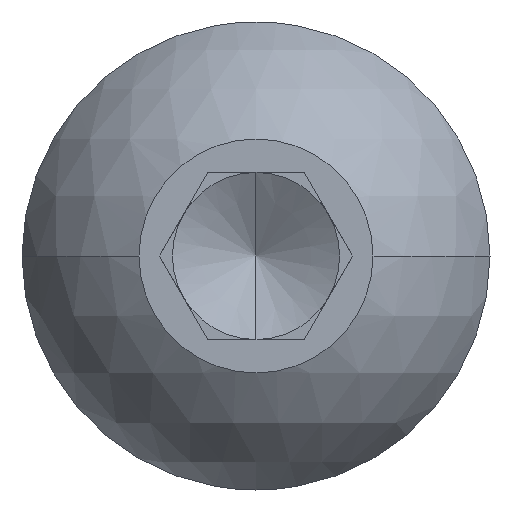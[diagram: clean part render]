
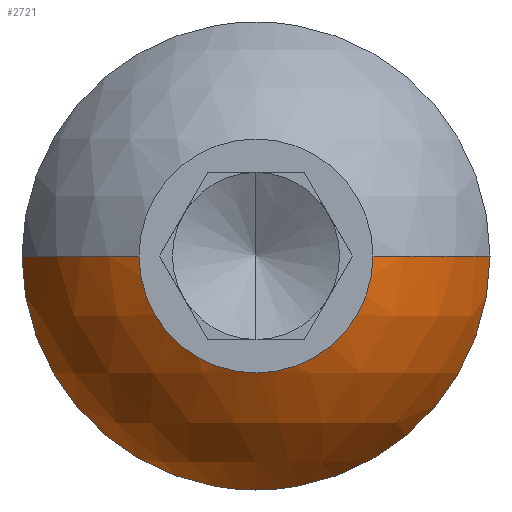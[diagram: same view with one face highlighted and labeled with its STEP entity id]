
A CAD part, left-side view. The second image highlights one B-rep face of the part: STEP entity #2721.
In plain terms, the highlighted spherical face has radius 7.454 mm.
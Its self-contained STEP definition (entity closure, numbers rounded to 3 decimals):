
#93 = DIRECTION ( 'NONE',  ( 0., 1., 0. ) ) ;
#95 = CIRCLE ( 'NONE', #1426, 3.5 ) ;
#106 = VERTEX_POINT ( 'NONE', #2755 ) ;
#236 = DIRECTION ( 'NONE',  ( -1., 0., 0. ) ) ;
#300 = VERTEX_POINT ( 'NONE', #1769 ) ;
#354 = SPHERICAL_SURFACE ( 'NONE', #1184, 7.454 ) ;
#411 = AXIS2_PLACEMENT_3D ( 'NONE', #2560, #2753, #1463 ) ;
#594 = AXIS2_PLACEMENT_3D ( 'NONE', #2070, #1787, #1555 ) ;
#680 = CARTESIAN_POINT ( 'NONE',  ( 4.02, 7., 0. ) ) ;
#723 = CIRCLE ( 'NONE', #2742, 7.454 ) ;
#820 = DIRECTION ( 'NONE',  ( 1., 0., 0. ) ) ;
#863 = DIRECTION ( 'NONE',  ( 0., 0., -1. ) ) ;
#919 = DIRECTION ( 'NONE',  ( 0., 1., 0. ) ) ;
#979 = CIRCLE ( 'NONE', #594, 7. ) ;
#995 = EDGE_CURVE ( 'NONE', #1203, #3143, #95, .T. ) ;
#1061 = DIRECTION ( 'NONE',  ( 0., 0., 1. ) ) ;
#1178 = CARTESIAN_POINT ( 'NONE',  ( 6.581, 0., 0. ) ) ;
#1184 = AXIS2_PLACEMENT_3D ( 'NONE', #2486, #863, #93 ) ;
#1203 = VERTEX_POINT ( 'NONE', #1622 ) ;
#1287 = EDGE_CURVE ( 'NONE', #106, #300, #2992, .T. ) ;
#1426 = AXIS2_PLACEMENT_3D ( 'NONE', #1518, #236, #1801 ) ;
#1463 = DIRECTION ( 'NONE',  ( 0., 0., 1. ) ) ;
#1518 = CARTESIAN_POINT ( 'NONE',  ( 0., 0., 0. ) ) ;
#1555 = DIRECTION ( 'NONE',  ( 0., 0., 1. ) ) ;
#1599 = VERTEX_POINT ( 'NONE', #680 ) ;
#1620 = ORIENTED_EDGE ( 'NONE', *, *, #995, .F. ) ;
#1622 = CARTESIAN_POINT ( 'NONE',  ( 0., 3.5, 0. ) ) ;
#1663 = CIRCLE ( 'NONE', #2511, 7.454 ) ;
#1769 = CARTESIAN_POINT ( 'NONE',  ( 4.02, -7., 0. ) ) ;
#1787 = DIRECTION ( 'NONE',  ( -1., 0., 0. ) ) ;
#1801 = DIRECTION ( 'NONE',  ( 0., 0., 1. ) ) ;
#1926 = FACE_OUTER_BOUND ( 'NONE', #3407, .T. ) ;
#2005 = EDGE_CURVE ( 'NONE', #300, #3143, #723, .T. ) ;
#2056 = EDGE_CURVE ( 'NONE', #1599, #106, #979, .T. ) ;
#2070 = CARTESIAN_POINT ( 'NONE',  ( 4.02, 0., 0. ) ) ;
#2082 = ORIENTED_EDGE ( 'NONE', *, *, #2005, .T. ) ;
#2326 = ORIENTED_EDGE ( 'NONE', *, *, #3412, .F. ) ;
#2486 = CARTESIAN_POINT ( 'NONE',  ( 6.581, 0., 0. ) ) ;
#2511 = AXIS2_PLACEMENT_3D ( 'NONE', #2621, #1061, #820 ) ;
#2560 = CARTESIAN_POINT ( 'NONE',  ( 4.02, 0., 0. ) ) ;
#2621 = CARTESIAN_POINT ( 'NONE',  ( 6.581, 0., 0. ) ) ;
#2721 = ADVANCED_FACE ( 'NONE', ( #1926 ), #354, .T. ) ;
#2742 = AXIS2_PLACEMENT_3D ( 'NONE', #1178, #3327, #919 ) ;
#2753 = DIRECTION ( 'NONE',  ( -1., 0., 0. ) ) ;
#2755 = CARTESIAN_POINT ( 'NONE',  ( 4.02, 0., -7. ) ) ;
#2763 = ORIENTED_EDGE ( 'NONE', *, *, #2056, .T. ) ;
#2992 = CIRCLE ( 'NONE', #411, 7. ) ;
#3143 = VERTEX_POINT ( 'NONE', #3260 ) ;
#3245 = ORIENTED_EDGE ( 'NONE', *, *, #1287, .T. ) ;
#3260 = CARTESIAN_POINT ( 'NONE',  ( 0., -3.5, 0. ) ) ;
#3327 = DIRECTION ( 'NONE',  ( 0., 0., -1. ) ) ;
#3407 = EDGE_LOOP ( 'NONE', ( #2763, #3245, #2082, #1620, #2326 ) ) ;
#3412 = EDGE_CURVE ( 'NONE', #1599, #1203, #1663, .T. ) ;
